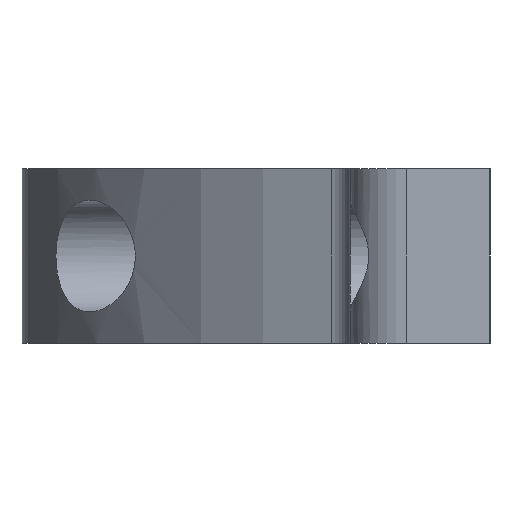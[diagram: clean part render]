
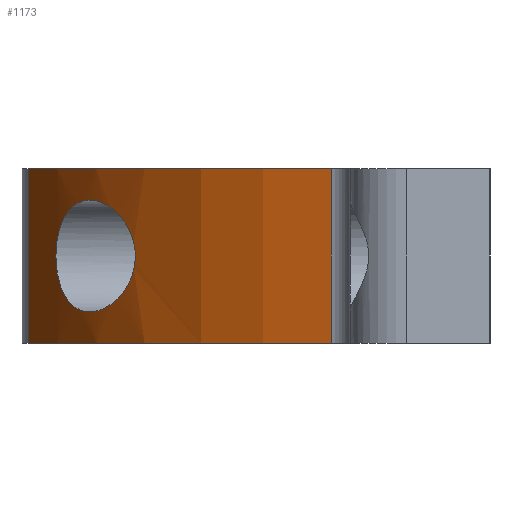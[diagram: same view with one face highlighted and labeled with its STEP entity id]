
A CAD part, left-side view. The second image highlights one B-rep face of the part: STEP entity #1173.
In plain terms, the highlighted cylindrical face has radius 34.95 mm (diameter 69.9 mm), a partial arc.
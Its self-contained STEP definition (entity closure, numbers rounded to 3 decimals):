
#18=B_SPLINE_CURVE_WITH_KNOTS('',3,(#2021,#2022,#2023,#2024,#2025,#2026,
#2027,#2028,#2029,#2030,#2031,#2032,#2033,#2034,#2035,#2036,#2037,#2038),
 .UNSPECIFIED.,.F.,.F.,(4,2,2,2,2,2,2,2,4),(0.,0.151,0.302,
0.497,0.691,0.87,1.05,
1.199,1.347),.UNSPECIFIED.);
#19=B_SPLINE_CURVE_WITH_KNOTS('',3,(#2039,#2040,#2041,#2042,#2043,#2044,
#2045,#2046,#2047,#2048,#2049,#2050,#2051,#2052,#2053,#2054,#2055,#2056),
 .UNSPECIFIED.,.F.,.F.,(4,2,2,2,2,2,2,2,4),(1.347,1.496,
1.645,1.825,2.004,2.198,2.393,
2.544,2.695),.UNSPECIFIED.);
#41=FACE_BOUND('',#384,.T.);
#122=LINE('',#2008,#202);
#130=LINE('',#2187,#210);
#202=VECTOR('',#1581,10.);
#210=VECTOR('',#1607,10.);
#254=CYLINDRICAL_SURFACE('',#1314,34.95);
#307=FACE_OUTER_BOUND('',#383,.T.);
#383=EDGE_LOOP('',(#986,#987,#988,#989));
#384=EDGE_LOOP('',(#990,#991));
#455=CIRCLE('',#1258,34.95);
#469=CIRCLE('',#1278,34.95);
#541=VERTEX_POINT('',#1821);
#542=VERTEX_POINT('',#1823);
#564=VERTEX_POINT('',#1878);
#565=VERTEX_POINT('',#1880);
#595=VERTEX_POINT('',#2019);
#596=VERTEX_POINT('',#2020);
#668=EDGE_CURVE('',#541,#542,#455,.T.);
#696=EDGE_CURVE('',#564,#565,#469,.T.);
#729=EDGE_CURVE('',#565,#541,#122,.T.);
#735=EDGE_CURVE('',#595,#596,#18,.T.);
#736=EDGE_CURVE('',#596,#595,#19,.T.);
#747=EDGE_CURVE('',#542,#564,#130,.T.);
#986=ORIENTED_EDGE('',*,*,#729,.F.);
#987=ORIENTED_EDGE('',*,*,#696,.F.);
#988=ORIENTED_EDGE('',*,*,#747,.F.);
#989=ORIENTED_EDGE('',*,*,#668,.F.);
#990=ORIENTED_EDGE('',*,*,#735,.T.);
#991=ORIENTED_EDGE('',*,*,#736,.T.);
#1173=ADVANCED_FACE('',(#307,#41),#254,.T.);
#1258=AXIS2_PLACEMENT_3D('',#1824,#1462,#1463);
#1278=AXIS2_PLACEMENT_3D('',#1881,#1516,#1517);
#1314=AXIS2_PLACEMENT_3D('',#2186,#1605,#1606);
#1462=DIRECTION('center_axis',(0.,0.,1.));
#1463=DIRECTION('ref_axis',(0.958,0.286,0.));
#1516=DIRECTION('center_axis',(0.,0.,-1.));
#1517=DIRECTION('ref_axis',(0.958,0.286,0.));
#1581=DIRECTION('',(0.,0.,1.));
#1605=DIRECTION('center_axis',(0.,0.,-1.));
#1606=DIRECTION('ref_axis',(0.958,0.286,0.));
#1607=DIRECTION('',(0.,0.,-1.));
#1821=CARTESIAN_POINT('',(33.648,88.055,12.5));
#1823=CARTESIAN_POINT('',(11.944,66.35,12.5));
#1824=CARTESIAN_POINT('Origin',(45.,55.,12.5));
#1878=CARTESIAN_POINT('',(11.944,66.35,0.));
#1880=CARTESIAN_POINT('',(33.648,88.055,0.));
#1881=CARTESIAN_POINT('Origin',(45.,55.,0.));
#2008=CARTESIAN_POINT('',(33.648,88.055,12.5));
#2019=CARTESIAN_POINT('',(20.975,80.383,6.25));
#2020=CARTESIAN_POINT('',(28.975,86.06,6.25));
#2021=CARTESIAN_POINT('Ctrl Pts',(20.975,80.383,6.25));
#2022=CARTESIAN_POINT('Ctrl Pts',(20.975,80.383,5.746));
#2023=CARTESIAN_POINT('Ctrl Pts',(21.076,80.479,5.227));
#2024=CARTESIAN_POINT('Ctrl Pts',(21.448,80.824,4.297));
#2025=CARTESIAN_POINT('Ctrl Pts',(21.719,81.07,3.886));
#2026=CARTESIAN_POINT('Ctrl Pts',(22.386,81.653,3.15));
#2027=CARTESIAN_POINT('Ctrl Pts',(22.856,82.048,2.811));
#2028=CARTESIAN_POINT('Ctrl Pts',(23.885,82.858,2.361));
#2029=CARTESIAN_POINT('Ctrl Pts',(24.444,83.273,2.25));
#2030=CARTESIAN_POINT('Ctrl Pts',(25.466,83.987,2.25));
#2031=CARTESIAN_POINT('Ctrl Pts',(26.005,84.343,2.346));
#2032=CARTESIAN_POINT('Ctrl Pts',(27.024,84.979,2.771));
#2033=CARTESIAN_POINT('Ctrl Pts',(27.504,85.259,3.101));
#2034=CARTESIAN_POINT('Ctrl Pts',(28.204,85.652,3.845));
#2035=CARTESIAN_POINT('Ctrl Pts',(28.491,85.806,4.275));
#2036=CARTESIAN_POINT('Ctrl Pts',(28.877,86.009,5.229));
#2037=CARTESIAN_POINT('Ctrl Pts',(28.975,86.06,5.754));
#2038=CARTESIAN_POINT('Ctrl Pts',(28.975,86.06,6.25));
#2039=CARTESIAN_POINT('Ctrl Pts',(28.975,86.06,6.25));
#2040=CARTESIAN_POINT('Ctrl Pts',(28.975,86.06,6.746));
#2041=CARTESIAN_POINT('Ctrl Pts',(28.877,86.009,7.271));
#2042=CARTESIAN_POINT('Ctrl Pts',(28.491,85.806,8.225));
#2043=CARTESIAN_POINT('Ctrl Pts',(28.204,85.652,8.655));
#2044=CARTESIAN_POINT('Ctrl Pts',(27.504,85.259,9.399));
#2045=CARTESIAN_POINT('Ctrl Pts',(27.024,84.979,9.729));
#2046=CARTESIAN_POINT('Ctrl Pts',(26.005,84.343,10.154));
#2047=CARTESIAN_POINT('Ctrl Pts',(25.466,83.987,10.25));
#2048=CARTESIAN_POINT('Ctrl Pts',(24.444,83.273,10.25));
#2049=CARTESIAN_POINT('Ctrl Pts',(23.885,82.858,10.139));
#2050=CARTESIAN_POINT('Ctrl Pts',(22.856,82.048,9.689));
#2051=CARTESIAN_POINT('Ctrl Pts',(22.386,81.653,9.35));
#2052=CARTESIAN_POINT('Ctrl Pts',(21.719,81.07,8.614));
#2053=CARTESIAN_POINT('Ctrl Pts',(21.448,80.824,8.203));
#2054=CARTESIAN_POINT('Ctrl Pts',(21.076,80.479,7.273));
#2055=CARTESIAN_POINT('Ctrl Pts',(20.975,80.383,6.754));
#2056=CARTESIAN_POINT('Ctrl Pts',(20.975,80.383,6.25));
#2186=CARTESIAN_POINT('Origin',(45.,55.,12.5));
#2187=CARTESIAN_POINT('',(11.944,66.35,12.5));
